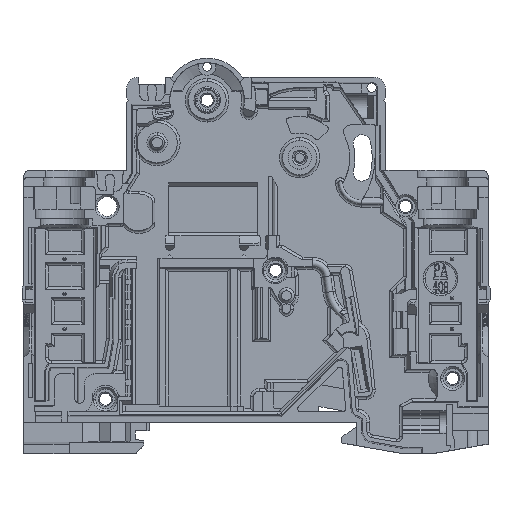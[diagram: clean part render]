
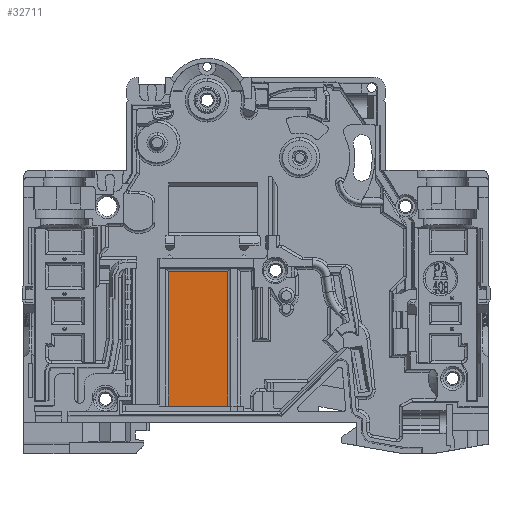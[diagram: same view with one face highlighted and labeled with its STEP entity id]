
A CAD part, top view. The second image highlights one B-rep face of the part: STEP entity #32711.
In plain terms, the highlighted planar face has unit normal (0, 0, 1).
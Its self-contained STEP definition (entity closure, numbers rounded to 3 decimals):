
#3913=DIRECTION('',(0.,1.,0.));
#3914=VECTOR('',#3913,23.45);
#3915=CARTESIAN_POINT('',(-12.5,-43.2,-2.5));
#3916=LINE('',#3915,#3914);
#3925=DIRECTION('',(1.,0.,0.));
#3926=VECTOR('',#3925,10.35);
#3927=CARTESIAN_POINT('',(-22.85,-43.2,-2.5));
#3928=LINE('',#3927,#3926);
#6563=DIRECTION('',(0.,-1.,0.));
#6564=VECTOR('',#6563,23.45);
#6565=CARTESIAN_POINT('',(-22.85,-19.75,-2.5));
#6566=LINE('',#6565,#6564);
#6589=DIRECTION('',(-1.,0.,0.));
#6590=VECTOR('',#6589,10.35);
#6591=CARTESIAN_POINT('',(-12.5,-19.75,-2.5));
#6592=LINE('',#6591,#6590);
#22247=CARTESIAN_POINT('',(-12.5,-43.2,-2.5));
#22248=CARTESIAN_POINT('',(-12.5,-19.75,-2.5));
#22249=VERTEX_POINT('',#22247);
#22250=VERTEX_POINT('',#22248);
#22251=CARTESIAN_POINT('',(-22.85,-43.2,-2.5));
#22252=VERTEX_POINT('',#22251);
#22253=CARTESIAN_POINT('',(-22.85,-19.75,-2.5));
#22254=VERTEX_POINT('',#22253);
#32697=CARTESIAN_POINT('',(0.,0.,-2.5));
#32698=DIRECTION('',(0.,0.,1.));
#32699=DIRECTION('',(1.,0.,0.));
#32700=AXIS2_PLACEMENT_3D('',#32697,#32698,#32699);
#32701=PLANE('',#32700);
#32702=ORIENTED_EDGE('',*,*,#32683,.F.);
#32704=ORIENTED_EDGE('',*,*,#32703,.F.);
#32706=ORIENTED_EDGE('',*,*,#32705,.F.);
#32708=ORIENTED_EDGE('',*,*,#32707,.F.);
#32709=EDGE_LOOP('',(#32702,#32704,#32706,#32708));
#32710=FACE_OUTER_BOUND('',#32709,.F.);
#32683=EDGE_CURVE('',#22249,#22250,#3916,.T.);
#32703=EDGE_CURVE('',#22252,#22249,#3928,.T.);
#32705=EDGE_CURVE('',#22254,#22252,#6566,.T.);
#32707=EDGE_CURVE('',#22250,#22254,#6592,.T.);
#32711=ADVANCED_FACE('',(#32710),#32701,.T.);
